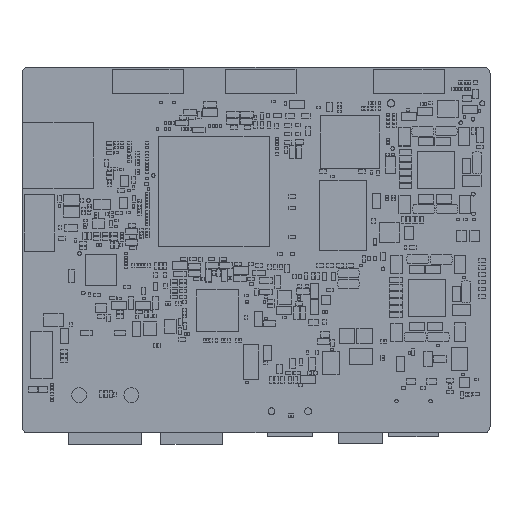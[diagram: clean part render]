
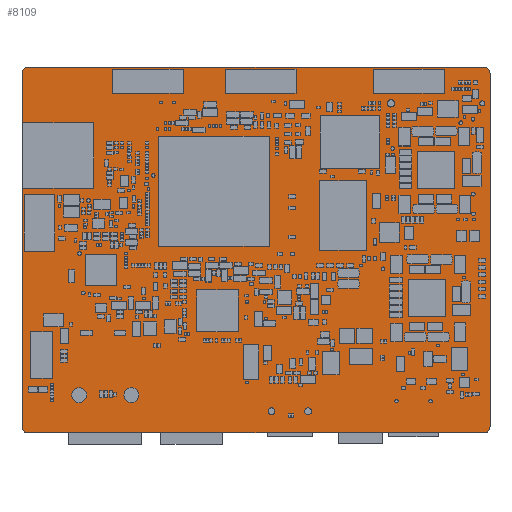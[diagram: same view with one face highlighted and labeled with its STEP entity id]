
A CAD part, top view. The second image highlights one B-rep face of the part: STEP entity #8109.
In plain terms, the highlighted planar face has unit normal (0, 0, 1).
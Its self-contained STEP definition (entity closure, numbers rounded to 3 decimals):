
#6713=FACE_OUTER_BOUND($,#7197,.F.);
#6723=FACE_OUTER_BOUND($,#7207,.T.);
#6727=FACE_OUTER_BOUND($,#7211,.T.);
#6731=FACE_OUTER_BOUND($,#7215,.T.);
#6735=FACE_OUTER_BOUND($,#7219,.T.);
#6739=FACE_OUTER_BOUND($,#7223,.T.);
#6743=FACE_OUTER_BOUND($,#7227,.T.);
#6747=FACE_OUTER_BOUND($,#7231,.T.);
#6751=FACE_OUTER_BOUND($,#7235,.T.);
#6755=FACE_OUTER_BOUND($,#7239,.T.);
#6759=FACE_OUTER_BOUND($,#7243,.T.);
#6763=FACE_OUTER_BOUND($,#7247,.T.);
#7197=EDGE_LOOP($,(#11505,#11506,#11507,#11508,#11509,#11510,#11511,#11512));
#7207=EDGE_LOOP($,(#11553,#11554));
#7211=EDGE_LOOP($,(#11565,#11566));
#7215=EDGE_LOOP($,(#11577,#11578));
#7219=EDGE_LOOP($,(#11589,#11590));
#7223=EDGE_LOOP($,(#11601,#11602));
#7227=EDGE_LOOP($,(#11613,#11614));
#7231=EDGE_LOOP($,(#11625,#11626));
#7235=EDGE_LOOP($,(#11637,#11638));
#7239=EDGE_LOOP($,(#11649,#11650));
#7243=EDGE_LOOP($,(#11661,#11662));
#7247=EDGE_LOOP($,(#11673,#11674));
#7681=PLANE($,#8643);
#8109=ADVANCED_FACE($,(#6713,#6723,#6727,#6731,#6735,#6739,#6743,#6747,
#6751,#6755,#6759,#6763),#7681,.T.);
#8571=CIRCLE($,#8639,1.27);
#8572=CIRCLE($,#8640,1.27);
#8573=CIRCLE($,#8641,1.27);
#8574=CIRCLE($,#8642,1.27);
#8579=CIRCLE($,#8657,0.375);
#8580=CIRCLE($,#8658,0.375);
#8583=CIRCLE($,#8663,0.375);
#8584=CIRCLE($,#8664,0.375);
#8587=CIRCLE($,#8669,0.75);
#8588=CIRCLE($,#8670,0.75);
#8591=CIRCLE($,#8675,0.75);
#8592=CIRCLE($,#8676,0.75);
#8595=CIRCLE($,#8681,0.6);
#8596=CIRCLE($,#8682,0.6);
#8599=CIRCLE($,#8687,0.6);
#8600=CIRCLE($,#8688,0.6);
#8603=CIRCLE($,#8693,0.6);
#8604=CIRCLE($,#8694,0.6);
#8607=CIRCLE($,#8699,0.55);
#8608=CIRCLE($,#8700,0.55);
#8611=CIRCLE($,#8705,0.8);
#8612=CIRCLE($,#8706,0.8);
#8615=CIRCLE($,#8711,1.625);
#8616=CIRCLE($,#8712,1.625);
#8619=CIRCLE($,#8717,1.625);
#8620=CIRCLE($,#8718,1.625);
#8639=AXIS2_PLACEMENT_3D($,#22449,#18858,$);
#8640=AXIS2_PLACEMENT_3D($,#22450,#18858,$);
#8641=AXIS2_PLACEMENT_3D($,#22451,#18858,$);
#8642=AXIS2_PLACEMENT_3D($,#22452,#18858,$);
#8643=AXIS2_PLACEMENT_3D($,#22441,#18858,$);
#8657=AXIS2_PLACEMENT_3D($,#22473,#18858,$);
#8658=AXIS2_PLACEMENT_3D($,#22474,#18858,$);
#8663=AXIS2_PLACEMENT_3D($,#22485,#18858,$);
#8664=AXIS2_PLACEMENT_3D($,#22486,#18858,$);
#8669=AXIS2_PLACEMENT_3D($,#22497,#18858,$);
#8670=AXIS2_PLACEMENT_3D($,#22498,#18858,$);
#8675=AXIS2_PLACEMENT_3D($,#22509,#18858,$);
#8676=AXIS2_PLACEMENT_3D($,#22510,#18858,$);
#8681=AXIS2_PLACEMENT_3D($,#22521,#18858,$);
#8682=AXIS2_PLACEMENT_3D($,#22522,#18858,$);
#8687=AXIS2_PLACEMENT_3D($,#22533,#18858,$);
#8688=AXIS2_PLACEMENT_3D($,#22534,#18858,$);
#8693=AXIS2_PLACEMENT_3D($,#22545,#18858,$);
#8694=AXIS2_PLACEMENT_3D($,#22546,#18858,$);
#8699=AXIS2_PLACEMENT_3D($,#22557,#18858,$);
#8700=AXIS2_PLACEMENT_3D($,#22558,#18858,$);
#8705=AXIS2_PLACEMENT_3D($,#22569,#18858,$);
#8706=AXIS2_PLACEMENT_3D($,#22570,#18858,$);
#8711=AXIS2_PLACEMENT_3D($,#22581,#18858,$);
#8712=AXIS2_PLACEMENT_3D($,#22582,#18858,$);
#8717=AXIS2_PLACEMENT_3D($,#22593,#18858,$);
#8718=AXIS2_PLACEMENT_3D($,#22594,#18858,$);
#11505=ORIENTED_EDGE($,*,*,#13401,.T.);
#11506=ORIENTED_EDGE($,*,*,#13402,.T.);
#11507=ORIENTED_EDGE($,*,*,#13403,.T.);
#11508=ORIENTED_EDGE($,*,*,#13404,.T.);
#11509=ORIENTED_EDGE($,*,*,#13405,.T.);
#11510=ORIENTED_EDGE($,*,*,#13406,.T.);
#11511=ORIENTED_EDGE($,*,*,#13407,.T.);
#11512=ORIENTED_EDGE($,*,*,#13408,.T.);
#11553=ORIENTED_EDGE($,*,*,#13426,.T.);
#11554=ORIENTED_EDGE($,*,*,#13427,.T.);
#11565=ORIENTED_EDGE($,*,*,#13433,.T.);
#11566=ORIENTED_EDGE($,*,*,#13434,.T.);
#11577=ORIENTED_EDGE($,*,*,#13440,.T.);
#11578=ORIENTED_EDGE($,*,*,#13441,.T.);
#11589=ORIENTED_EDGE($,*,*,#13447,.T.);
#11590=ORIENTED_EDGE($,*,*,#13448,.T.);
#11601=ORIENTED_EDGE($,*,*,#13454,.T.);
#11602=ORIENTED_EDGE($,*,*,#13455,.T.);
#11613=ORIENTED_EDGE($,*,*,#13461,.T.);
#11614=ORIENTED_EDGE($,*,*,#13462,.T.);
#11625=ORIENTED_EDGE($,*,*,#13468,.T.);
#11626=ORIENTED_EDGE($,*,*,#13469,.T.);
#11637=ORIENTED_EDGE($,*,*,#13475,.T.);
#11638=ORIENTED_EDGE($,*,*,#13476,.T.);
#11649=ORIENTED_EDGE($,*,*,#13482,.T.);
#11650=ORIENTED_EDGE($,*,*,#13483,.T.);
#11661=ORIENTED_EDGE($,*,*,#13489,.T.);
#11662=ORIENTED_EDGE($,*,*,#13490,.T.);
#11673=ORIENTED_EDGE($,*,*,#13496,.T.);
#11674=ORIENTED_EDGE($,*,*,#13497,.T.);
#13401=EDGE_CURVE($,#16361,#16362,#15397,.T.);
#13402=EDGE_CURVE($,#16362,#16363,#8571,.F.);
#13403=EDGE_CURVE($,#16363,#16364,#15398,.T.);
#13404=EDGE_CURVE($,#16364,#16365,#8572,.F.);
#13405=EDGE_CURVE($,#16365,#16366,#15399,.T.);
#13406=EDGE_CURVE($,#16366,#16367,#8573,.F.);
#13407=EDGE_CURVE($,#16367,#16368,#15400,.T.);
#13408=EDGE_CURVE($,#16368,#16361,#8574,.F.);
#13426=EDGE_CURVE($,#16379,#16380,#8579,.F.);
#13427=EDGE_CURVE($,#16380,#16379,#8580,.F.);
#13433=EDGE_CURVE($,#16385,#16386,#8583,.F.);
#13434=EDGE_CURVE($,#16386,#16385,#8584,.F.);
#13440=EDGE_CURVE($,#16391,#16392,#8587,.F.);
#13441=EDGE_CURVE($,#16392,#16391,#8588,.F.);
#13447=EDGE_CURVE($,#16397,#16398,#8591,.F.);
#13448=EDGE_CURVE($,#16398,#16397,#8592,.F.);
#13454=EDGE_CURVE($,#16403,#16404,#8595,.F.);
#13455=EDGE_CURVE($,#16404,#16403,#8596,.F.);
#13461=EDGE_CURVE($,#16409,#16410,#8599,.F.);
#13462=EDGE_CURVE($,#16410,#16409,#8600,.F.);
#13468=EDGE_CURVE($,#16415,#16416,#8603,.F.);
#13469=EDGE_CURVE($,#16416,#16415,#8604,.F.);
#13475=EDGE_CURVE($,#16421,#16422,#8607,.F.);
#13476=EDGE_CURVE($,#16422,#16421,#8608,.F.);
#13482=EDGE_CURVE($,#16427,#16428,#8611,.F.);
#13483=EDGE_CURVE($,#16428,#16427,#8612,.F.);
#13489=EDGE_CURVE($,#16433,#16434,#8615,.F.);
#13490=EDGE_CURVE($,#16434,#16433,#8616,.F.);
#13496=EDGE_CURVE($,#16439,#16440,#8619,.F.);
#13497=EDGE_CURVE($,#16440,#16439,#8620,.F.);
#14433=VECTOR($,#18861,77.463);
#14434=VECTOR($,#18862,99.956);
#14435=VECTOR($,#18863,77.463);
#14436=VECTOR($,#18864,99.956);
#15397=LINE($,#22440,#14433);
#15398=LINE($,#22442,#14434);
#15399=LINE($,#22444,#14435);
#15400=LINE($,#22446,#14436);
#16361=VERTEX_POINT($,#22440);
#16362=VERTEX_POINT($,#22441);
#16363=VERTEX_POINT($,#22442);
#16364=VERTEX_POINT($,#22443);
#16365=VERTEX_POINT($,#22444);
#16366=VERTEX_POINT($,#22445);
#16367=VERTEX_POINT($,#22446);
#16368=VERTEX_POINT($,#22447);
#16379=VERTEX_POINT($,#22470);
#16380=VERTEX_POINT($,#22471);
#16385=VERTEX_POINT($,#22482);
#16386=VERTEX_POINT($,#22483);
#16391=VERTEX_POINT($,#22494);
#16392=VERTEX_POINT($,#22495);
#16397=VERTEX_POINT($,#22506);
#16398=VERTEX_POINT($,#22507);
#16403=VERTEX_POINT($,#22518);
#16404=VERTEX_POINT($,#22519);
#16409=VERTEX_POINT($,#22530);
#16410=VERTEX_POINT($,#22531);
#16415=VERTEX_POINT($,#22542);
#16416=VERTEX_POINT($,#22543);
#16421=VERTEX_POINT($,#22554);
#16422=VERTEX_POINT($,#22555);
#16427=VERTEX_POINT($,#22566);
#16428=VERTEX_POINT($,#22567);
#16433=VERTEX_POINT($,#22578);
#16434=VERTEX_POINT($,#22579);
#16439=VERTEX_POINT($,#22590);
#16440=VERTEX_POINT($,#22591);
#18858=DIRECTION($,(0.,0.,1.));
#18861=DIRECTION($,(0.,-1.,0.));
#18862=DIRECTION($,(-1.,0.,0.));
#18863=DIRECTION($,(0.,1.,0.));
#18864=DIRECTION($,(1.,0.,0.));
#22440=CARTESIAN_POINT('',(54.162,82.094,0.));
#22441=CARTESIAN_POINT('',(54.162,4.631,0.));
#22442=CARTESIAN_POINT('',(52.892,3.361,0.));
#22443=CARTESIAN_POINT('',(-47.064,3.361,0.));
#22444=CARTESIAN_POINT('',(-48.334,4.631,0.));
#22445=CARTESIAN_POINT('',(-48.334,82.094,0.));
#22446=CARTESIAN_POINT('',(-47.064,83.364,0.));
#22447=CARTESIAN_POINT('',(52.892,83.364,0.));
#22449=CARTESIAN_POINT('',(52.892,4.631,0.));
#22450=CARTESIAN_POINT('',(-47.064,4.631,0.));
#22451=CARTESIAN_POINT('',(-47.064,82.094,0.));
#22452=CARTESIAN_POINT('',(52.892,82.094,0.));
#22470=CARTESIAN_POINT('',(41.512,10.274,0.));
#22471=CARTESIAN_POINT('',(40.762,10.274,0.));
#22473=CARTESIAN_POINT('',(41.137,10.274,0.));
#22474=CARTESIAN_POINT('',(41.137,10.274,0.));
#22482=CARTESIAN_POINT('',(34.062,10.274,0.));
#22483=CARTESIAN_POINT('',(33.312,10.274,0.));
#22485=CARTESIAN_POINT('',(33.687,10.274,0.));
#22486=CARTESIAN_POINT('',(33.687,10.274,0.));
#22494=CARTESIAN_POINT('',(15.073,8.054,0.));
#22495=CARTESIAN_POINT('',(13.572,8.054,0.));
#22497=CARTESIAN_POINT('',(14.323,8.054,0.));
#22498=CARTESIAN_POINT('',(14.323,8.054,0.));
#22506=CARTESIAN_POINT('',(7.073,8.054,0.));
#22507=CARTESIAN_POINT('',(5.573,8.054,0.));
#22509=CARTESIAN_POINT('',(6.323,8.054,0.));
#22510=CARTESIAN_POINT('',(6.323,8.054,0.));
#22518=CARTESIAN_POINT('',(-43.825,53.137,0.));
#22519=CARTESIAN_POINT('',(-45.025,53.137,0.));
#22521=CARTESIAN_POINT('',(-44.425,53.137,0.));
#22522=CARTESIAN_POINT('',(-44.425,53.137,0.));
#22530=CARTESIAN_POINT('',(-42.81,45.517,0.));
#22531=CARTESIAN_POINT('',(-44.01,45.517,0.));
#22533=CARTESIAN_POINT('',(-43.41,45.517,0.));
#22534=CARTESIAN_POINT('',(-43.41,45.517,0.));
#22542=CARTESIAN_POINT('',(-44.84,45.517,0.));
#22543=CARTESIAN_POINT('',(-46.04,45.517,0.));
#22545=CARTESIAN_POINT('',(-45.44,45.517,0.));
#22546=CARTESIAN_POINT('',(-45.44,45.517,0.));
#22554=CARTESIAN_POINT('',(53.028,75.497,0.));
#22555=CARTESIAN_POINT('',(51.928,75.497,0.));
#22557=CARTESIAN_POINT('',(52.478,75.497,0.));
#22558=CARTESIAN_POINT('',(52.478,75.497,0.));
#22566=CARTESIAN_POINT('',(33.278,75.497,0.));
#22567=CARTESIAN_POINT('',(31.678,75.497,0.));
#22569=CARTESIAN_POINT('',(32.478,75.497,0.));
#22570=CARTESIAN_POINT('',(32.478,75.497,0.));
#22578=CARTESIAN_POINT('',(-22.748,11.592,0.));
#22579=CARTESIAN_POINT('',(-25.998,11.592,0.));
#22581=CARTESIAN_POINT('',(-24.373,11.592,0.));
#22582=CARTESIAN_POINT('',(-24.373,11.592,0.));
#22590=CARTESIAN_POINT('',(-34.178,11.592,0.));
#22591=CARTESIAN_POINT('',(-37.428,11.592,0.));
#22593=CARTESIAN_POINT('',(-35.803,11.592,0.));
#22594=CARTESIAN_POINT('',(-35.803,11.592,0.));
